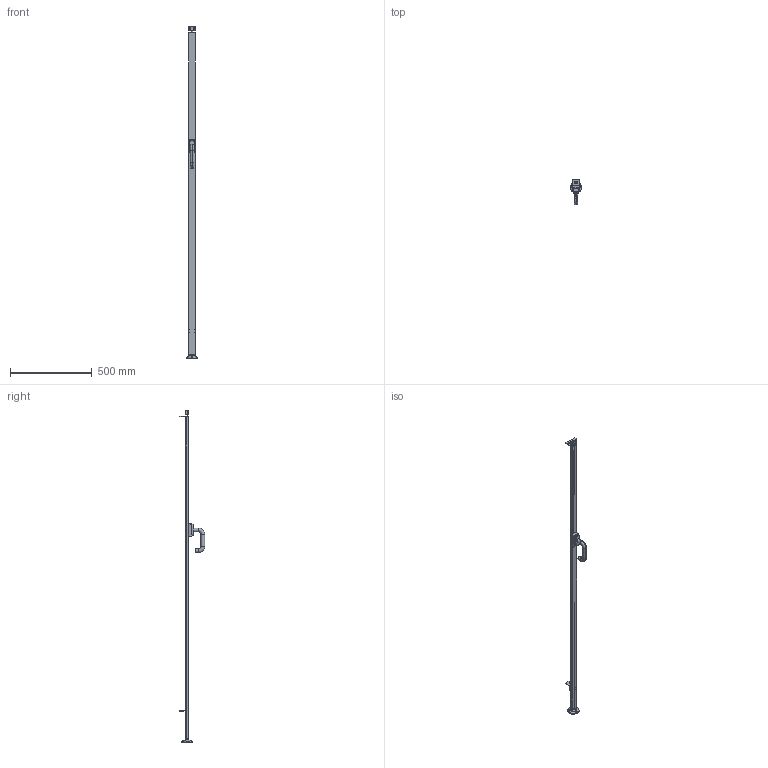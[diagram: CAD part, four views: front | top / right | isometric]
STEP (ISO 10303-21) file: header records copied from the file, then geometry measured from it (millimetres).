
FILE_DESCRIPTION((''),'2;1');
FILE_NAME('SZ8020V.stp','2009-07-27T14:06:06',(''),(''),'Mechanical Desktop 2007','Mechanical Desktop 2007',', , ');
FILE_SCHEMA(('CONFIG_CONTROL_DESIGN'));
Length unit declared in the file: millimetre
Products named in the file (1): SZ8020V
Bounding box: 70 x 155.8 x 2036.5 mm (x, y, z)
Volume: 1321197.4 mm3; surface area: 523613.6 mm2
Topology: 20 solids, 20 shells, 442 faces, 1222 edges, 768 vertices
Faces by surface type: cylinder 211, plane 117, cone 72, bspline 20, sphere 16, torus 6
Full cylindrical faces by diameter (mm): 8 x22
Entity records: 100396 total; most frequent: CARTESIAN_POINT 89129, ORIENTED_EDGE 2376, DIRECTION 2301, EDGE_CURVE 1188, AXIS2_PLACEMENT_3D 880, VERTEX_POINT 768, VECTOR 541, LINE 541
